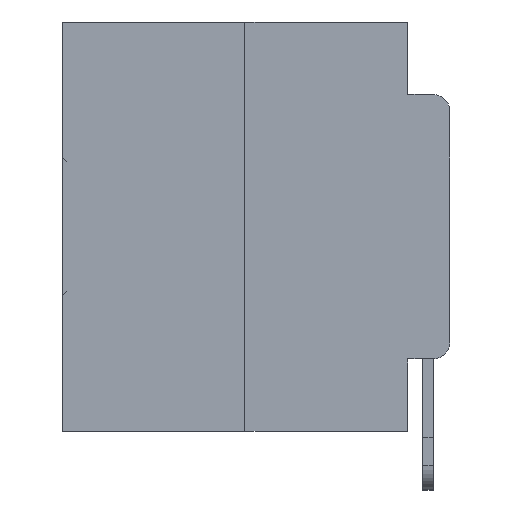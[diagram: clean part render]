
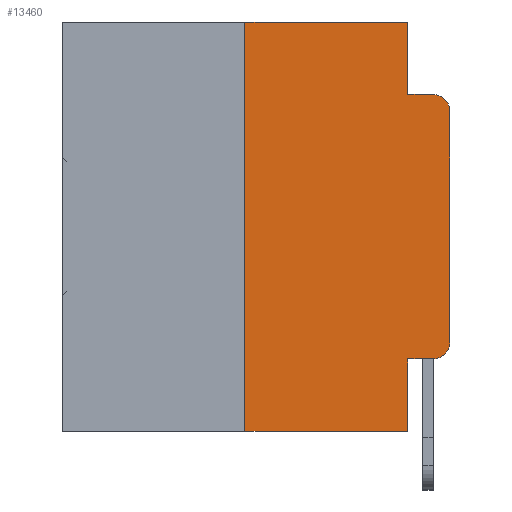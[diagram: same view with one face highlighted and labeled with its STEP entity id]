
A CAD part, left-side view. The second image highlights one B-rep face of the part: STEP entity #13460.
In plain terms, the highlighted planar face has unit normal (-1, 0, 0).
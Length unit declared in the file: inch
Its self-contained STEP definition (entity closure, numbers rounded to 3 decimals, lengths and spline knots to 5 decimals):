
#40 = VERTEX_POINT ( 'NONE', #12579 ) ;
#373 = EDGE_CURVE ( 'NONE', #18806, #27370, #2497, .T. ) ;
#1400 = CARTESIAN_POINT ( 'NONE',  ( 0., 0.473, 0. ) ) ;
#1929 = EDGE_CURVE ( 'NONE', #8211, #11491, #19317, .T. ) ;
#2180 = LINE ( 'NONE', #8511, #15243 ) ;
#2497 = LINE ( 'NONE', #31465, #8733 ) ;
#3642 = LINE ( 'NONE', #3991, #29548 ) ;
#3684 = LINE ( 'NONE', #27196, #23158 ) ;
#3755 = VERTEX_POINT ( 'NONE', #19190 ) ;
#3991 = CARTESIAN_POINT ( 'NONE',  ( 0., 0.473, -0.5 ) ) ;
#4270 = LINE ( 'NONE', #27919, #23688 ) ;
#5082 = CARTESIAN_POINT ( 'NONE',  ( 0., 0.02, -0.4115 ) ) ;
#6030 = ORIENTED_EDGE ( 'NONE', *, *, #1929, .T. ) ;
#6661 = CARTESIAN_POINT ( 'NONE',  ( 0., 0.051, -0.0885 ) ) ;
#7050 = CIRCLE ( 'NONE', #7433, 0.02 ) ;
#7249 = DIRECTION ( 'NONE',  ( 0., 0., 1. ) ) ;
#7433 = AXIS2_PLACEMENT_3D ( 'NONE', #7619, #25149, #10189 ) ;
#7619 = CARTESIAN_POINT ( 'NONE',  ( 0., 0.02, -0.3915 ) ) ;
#8211 = VERTEX_POINT ( 'NONE', #13488 ) ;
#8511 = CARTESIAN_POINT ( 'NONE',  ( 0., 0.051, 0. ) ) ;
#8733 = VECTOR ( 'NONE', #26662, 39.37008 ) ;
#9207 = EDGE_CURVE ( 'NONE', #23816, #8211, #4270, .T. ) ;
#9258 = DIRECTION ( 'NONE',  ( 0., -1., 0. ) ) ;
#9606 = ORIENTED_EDGE ( 'NONE', *, *, #19492, .F. ) ;
#9786 = CARTESIAN_POINT ( 'NONE',  ( 0., 0.473, 0. ) ) ;
#10189 = DIRECTION ( 'NONE',  ( 0., 0., -1. ) ) ;
#10636 = VERTEX_POINT ( 'NONE', #31587 ) ;
#10812 = VERTEX_POINT ( 'NONE', #17670 ) ;
#10988 = AXIS2_PLACEMENT_3D ( 'NONE', #14868, #32024, #17357 ) ;
#11244 = ORIENTED_EDGE ( 'NONE', *, *, #16707, .T. ) ;
#11491 = VERTEX_POINT ( 'NONE', #15670 ) ;
#11603 = VECTOR ( 'NONE', #14613, 39.37008 ) ;
#12408 = FACE_OUTER_BOUND ( 'NONE', #27323, .T. ) ;
#12579 = CARTESIAN_POINT ( 'NONE',  ( 0., 0.051, -0.5 ) ) ;
#13460 = ADVANCED_FACE ( 'NONE', ( #12408 ), #24762, .F. ) ;
#13488 = CARTESIAN_POINT ( 'NONE',  ( 0., 0., -0.1085 ) ) ;
#14422 = DIRECTION ( 'NONE',  ( 0., -1., 0. ) ) ;
#14613 = DIRECTION ( 'NONE',  ( 0., -1., 0. ) ) ;
#14786 = EDGE_CURVE ( 'NONE', #27370, #23816, #7050, .T. ) ;
#14868 = CARTESIAN_POINT ( 'NONE',  ( 0., 0.02, -0.1085 ) ) ;
#14913 = DIRECTION ( 'NONE',  ( 0., 0., -1. ) ) ;
#15243 = VECTOR ( 'NONE', #25971, 39.37008 ) ;
#15670 = CARTESIAN_POINT ( 'NONE',  ( 0., 0.02, -0.0885 ) ) ;
#16202 = DIRECTION ( 'NONE',  ( 0., 0., -1. ) ) ;
#16707 = EDGE_CURVE ( 'NONE', #3755, #40, #3642, .T. ) ;
#16852 = ORIENTED_EDGE ( 'NONE', *, *, #9207, .T. ) ;
#17357 = DIRECTION ( 'NONE',  ( 0., 0., -1. ) ) ;
#17670 = CARTESIAN_POINT ( 'NONE',  ( 0., 0.051, 0. ) ) ;
#18806 = VERTEX_POINT ( 'NONE', #19543 ) ;
#19190 = CARTESIAN_POINT ( 'NONE',  ( 0., 0.25, -0.5 ) ) ;
#19317 = CIRCLE ( 'NONE', #10988, 0.02 ) ;
#19492 = EDGE_CURVE ( 'NONE', #10636, #11491, #31722, .T. ) ;
#19543 = CARTESIAN_POINT ( 'NONE',  ( 0., 0.051, -0.4115 ) ) ;
#19812 = VECTOR ( 'NONE', #16202, 39.37008 ) ;
#19976 = CARTESIAN_POINT ( 'NONE',  ( 0., 0.25, 0. ) ) ;
#20120 = AXIS2_PLACEMENT_3D ( 'NONE', #9786, #29571, #14913 ) ;
#20530 = EDGE_CURVE ( 'NONE', #10812, #10636, #2180, .T. ) ;
#21403 = EDGE_CURVE ( 'NONE', #27864, #10812, #24862, .T. ) ;
#21416 = ORIENTED_EDGE ( 'NONE', *, *, #21854, .F. ) ;
#21845 = CARTESIAN_POINT ( 'NONE',  ( 0., 0., -0.3915 ) ) ;
#21854 = EDGE_CURVE ( 'NONE', #18806, #40, #25577, .T. ) ;
#22675 = ORIENTED_EDGE ( 'NONE', *, *, #14786, .T. ) ;
#23158 = VECTOR ( 'NONE', #7249, 39.37008 ) ;
#23577 = ORIENTED_EDGE ( 'NONE', *, *, #30140, .F. ) ;
#23688 = VECTOR ( 'NONE', #32877, 39.37008 ) ;
#23816 = VERTEX_POINT ( 'NONE', #21845 ) ;
#24762 = PLANE ( 'NONE',  #20120 ) ;
#24862 = LINE ( 'NONE', #1400, #11603 ) ;
#24905 = ORIENTED_EDGE ( 'NONE', *, *, #373, .T. ) ;
#25149 = DIRECTION ( 'NONE',  ( -1., 0., 0. ) ) ;
#25194 = ORIENTED_EDGE ( 'NONE', *, *, #20530, .F. ) ;
#25270 = VECTOR ( 'NONE', #9258, 39.37008 ) ;
#25577 = LINE ( 'NONE', #30840, #19812 ) ;
#25971 = DIRECTION ( 'NONE',  ( 0., 0., -1. ) ) ;
#26662 = DIRECTION ( 'NONE',  ( 0., -1., 0. ) ) ;
#27196 = CARTESIAN_POINT ( 'NONE',  ( 0., 0.25, 0. ) ) ;
#27323 = EDGE_LOOP ( 'NONE', ( #16852, #6030, #9606, #25194, #30546, #23577, #11244, #21416, #24905, #22675 ) ) ;
#27370 = VERTEX_POINT ( 'NONE', #5082 ) ;
#27864 = VERTEX_POINT ( 'NONE', #19976 ) ;
#27919 = CARTESIAN_POINT ( 'NONE',  ( 0., 0., 0. ) ) ;
#29548 = VECTOR ( 'NONE', #14422, 39.37008 ) ;
#29571 = DIRECTION ( 'NONE',  ( 1., 0., 0. ) ) ;
#30140 = EDGE_CURVE ( 'NONE', #3755, #27864, #3684, .T. ) ;
#30546 = ORIENTED_EDGE ( 'NONE', *, *, #21403, .F. ) ;
#30840 = CARTESIAN_POINT ( 'NONE',  ( 0., 0.051, 0. ) ) ;
#31465 = CARTESIAN_POINT ( 'NONE',  ( 0., 0.051, -0.4115 ) ) ;
#31587 = CARTESIAN_POINT ( 'NONE',  ( 0., 0.051, -0.0885 ) ) ;
#31722 = LINE ( 'NONE', #6661, #25270 ) ;
#32024 = DIRECTION ( 'NONE',  ( -1., 0., 0. ) ) ;
#32877 = DIRECTION ( 'NONE',  ( 0., 0., 1. ) ) ;
